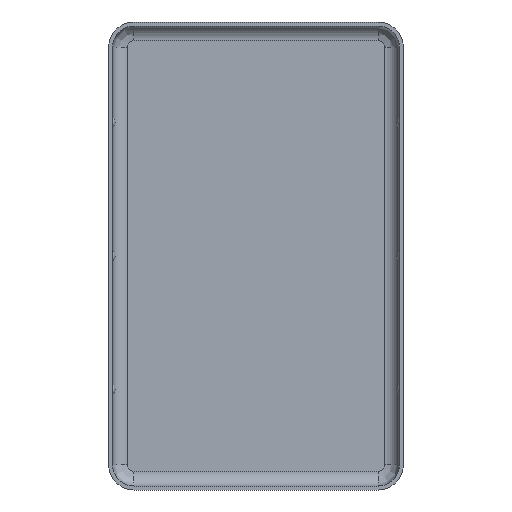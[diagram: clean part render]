
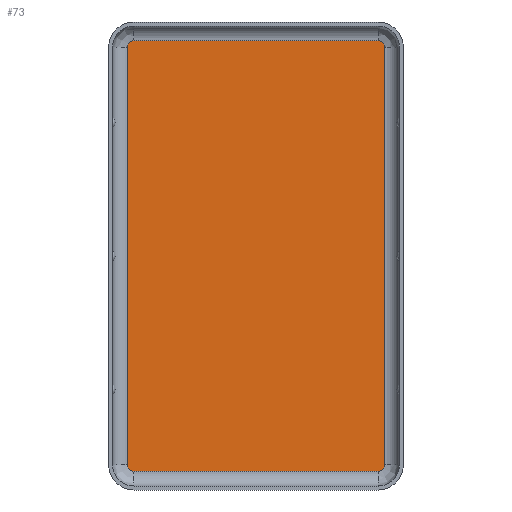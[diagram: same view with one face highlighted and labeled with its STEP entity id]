
A CAD part, front view. The second image highlights one B-rep face of the part: STEP entity #73.
In plain terms, the highlighted planar face has unit normal (0, -1, 0).
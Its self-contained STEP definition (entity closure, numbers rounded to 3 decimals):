
#73 = ADVANCED_FACE( 'NONE', ( #185 ), #186, .T. );
#185 = FACE_OUTER_BOUND( '', #346, .T. );
#186 = PLANE( '', #347 );
#346 = EDGE_LOOP( '', ( #679, #680, #681, #682, #683, #684, #685, #686 ) );
#347 = AXIS2_PLACEMENT_3D( '', #687, #688, #689 );
#679 = ORIENTED_EDGE( '', *, *, #1024, .F. );
#680 = ORIENTED_EDGE( '', *, *, #1025, .F. );
#681 = ORIENTED_EDGE( '', *, *, #1026, .F. );
#682 = ORIENTED_EDGE( '', *, *, #1027, .T. );
#683 = ORIENTED_EDGE( '', *, *, #1028, .T. );
#684 = ORIENTED_EDGE( '', *, *, #1029, .F. );
#685 = ORIENTED_EDGE( '', *, *, #1030, .T. );
#686 = ORIENTED_EDGE( '', *, *, #1031, .T. );
#687 = CARTESIAN_POINT( '', ( 9.15, 0., -15.65 ) );
#688 = DIRECTION( '', ( 0., -1., 0. ) );
#689 = DIRECTION( '', ( 0., 0., -1. ) );
#1024 = EDGE_CURVE( 'NONE', #1164, #1165, #1166, .T. );
#1025 = EDGE_CURVE( 'NONE', #1167, #1164, #1168, .T. );
#1026 = EDGE_CURVE( 'NONE', #1169, #1167, #1170, .T. );
#1027 = EDGE_CURVE( 'NONE', #1169, #1171, #1172, .T. );
#1028 = EDGE_CURVE( 'NONE', #1171, #1173, #1174, .T. );
#1029 = EDGE_CURVE( 'NONE', #1175, #1173, #1176, .T. );
#1030 = EDGE_CURVE( 'NONE', #1175, #1177, #1178, .T. );
#1031 = EDGE_CURVE( 'NONE', #1177, #1165, #1179, .T. );
#1164 = VERTEX_POINT( 'NONE', #1363 );
#1165 = VERTEX_POINT( 'NONE', #1364 );
#1166 = LINE( '', #1365, #1366 );
#1167 = VERTEX_POINT( 'NONE', #1367 );
#1168 = CIRCLE( '', #1368, 0.5 );
#1169 = VERTEX_POINT( 'NONE', #1369 );
#1170 = LINE( '', #1370, #1371 );
#1171 = VERTEX_POINT( 'NONE', #1372 );
#1172 = CIRCLE( '', #1373, 0.5 );
#1173 = VERTEX_POINT( 'NONE', #1374 );
#1174 = LINE( '', #1375, #1376 );
#1175 = VERTEX_POINT( 'NONE', #1377 );
#1176 = CIRCLE( '', #1378, 0.5 );
#1177 = VERTEX_POINT( 'NONE', #1379 );
#1178 = LINE( '', #1380, #1381 );
#1179 = CIRCLE( '', #1382, 0.5 );
#1363 = CARTESIAN_POINT( '', ( 9.15, 0., -16.15 ) );
#1364 = CARTESIAN_POINT( '', ( -9.15, 0., -16.15 ) );
#1365 = CARTESIAN_POINT( '', ( 9.15, 0., -16.15 ) );
#1366 = VECTOR( '', #1601, 1000. );
#1367 = CARTESIAN_POINT( '', ( 9.65, 0., -15.65 ) );
#1368 = AXIS2_PLACEMENT_3D( '', #1602, #1603, #1604 );
#1369 = CARTESIAN_POINT( '', ( 9.65, 0., 15.65 ) );
#1370 = CARTESIAN_POINT( '', ( 9.65, 0., 0. ) );
#1371 = VECTOR( '', #1605, 1000. );
#1372 = CARTESIAN_POINT( '', ( 9.15, 0., 16.15 ) );
#1373 = AXIS2_PLACEMENT_3D( '', #1606, #1607, #1608 );
#1374 = CARTESIAN_POINT( '', ( -9.15, 0., 16.15 ) );
#1375 = CARTESIAN_POINT( '', ( 9.15, 0., 16.15 ) );
#1376 = VECTOR( '', #1609, 1000. );
#1377 = CARTESIAN_POINT( '', ( -9.65, 0., 15.65 ) );
#1378 = AXIS2_PLACEMENT_3D( '', #1610, #1611, #1612 );
#1379 = CARTESIAN_POINT( '', ( -9.65, 0., -15.65 ) );
#1380 = CARTESIAN_POINT( '', ( -9.65, 0., 0. ) );
#1381 = VECTOR( '', #1613, 1000. );
#1382 = AXIS2_PLACEMENT_3D( '', #1614, #1615, #1616 );
#1601 = DIRECTION( '', ( -1., 0., 0. ) );
#1602 = CARTESIAN_POINT( '', ( 9.15, 0., -15.65 ) );
#1603 = DIRECTION( '', ( 0., 1., 0. ) );
#1604 = DIRECTION( '', ( 0., 0., 1. ) );
#1605 = DIRECTION( '', ( 0., 0., -1. ) );
#1606 = CARTESIAN_POINT( '', ( 9.15, 0., 15.65 ) );
#1607 = DIRECTION( '', ( 0., -1., 0. ) );
#1608 = DIRECTION( '', ( 0., 0., -1. ) );
#1609 = DIRECTION( '', ( -1., 0., 0. ) );
#1610 = CARTESIAN_POINT( '', ( -9.15, 0., 15.65 ) );
#1611 = DIRECTION( '', ( 0., 1., 0. ) );
#1612 = DIRECTION( '', ( 0., 0., -1. ) );
#1613 = DIRECTION( '', ( 0., 0., -1. ) );
#1614 = CARTESIAN_POINT( '', ( -9.15, 0., -15.65 ) );
#1615 = DIRECTION( '', ( 0., -1., 0. ) );
#1616 = DIRECTION( '', ( 0., 0., 1. ) );
